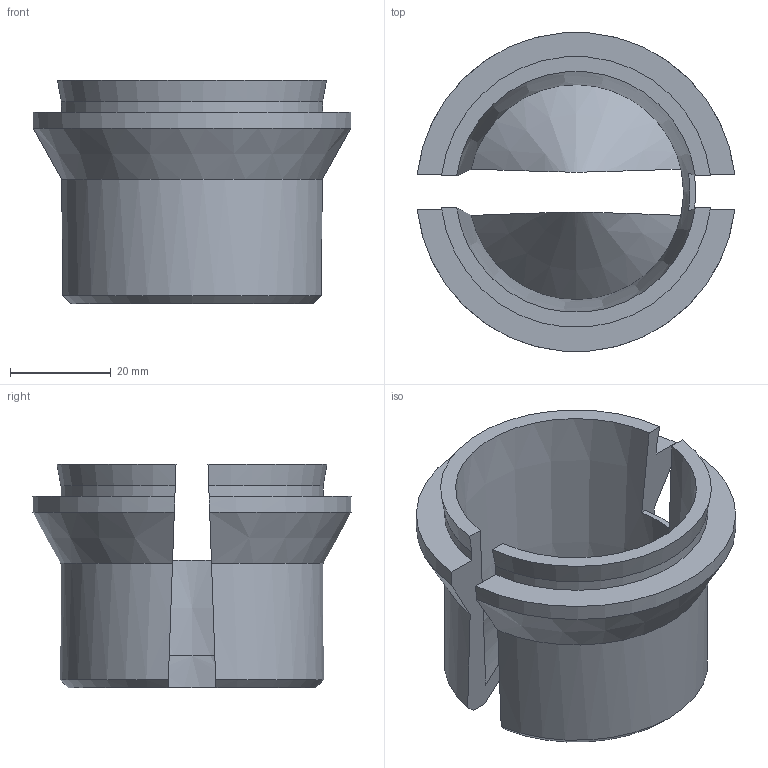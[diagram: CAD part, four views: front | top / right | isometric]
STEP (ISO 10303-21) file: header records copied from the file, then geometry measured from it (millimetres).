
FILE_DESCRIPTION(/* description */ (''),/* implementation_level */ '2;1');
FILE_NAME(/* name */ 'Aerodynamic Net Pot 2-in Riser for Shallow Channel v3.step',/* time_stamp */ '2025-06-13T16:24:54-07:00',/* author */ (''),/* organization */ (''),/* preprocessor_version */ 'ST-DEVELOPER v20.1',/* originating_system */ 'Autodesk Translation Framework v14.4.0.0',/* authorisation */ '');
FILE_SCHEMA (('AUTOMOTIVE_DESIGN { 1 0 10303 214 3 1 1 }'));
Length unit declared in the file: inch
Products named in the file (1): Aerodynamic Net Pot 2-in Riser for Shallow Channel
Bounding box: 63.13 x 63.27 x 44.45 mm (x, y, z)
Volume: 35064.4 mm3; surface area: 18705.4 mm2
Topology: 1 solids, 1 shells, 29 faces, 79 edges, 52 vertices
Faces by surface type: cone 11, plane 10, cylinder 8
Entity records: 957 total; most frequent: CARTESIAN_POINT 201, DIRECTION 164, ORIENTED_EDGE 158, EDGE_CURVE 79, AXIS2_PLACEMENT_3D 75, VERTEX_POINT 52, FACE_OUTER_BOUND 29, EDGE_LOOP 29
